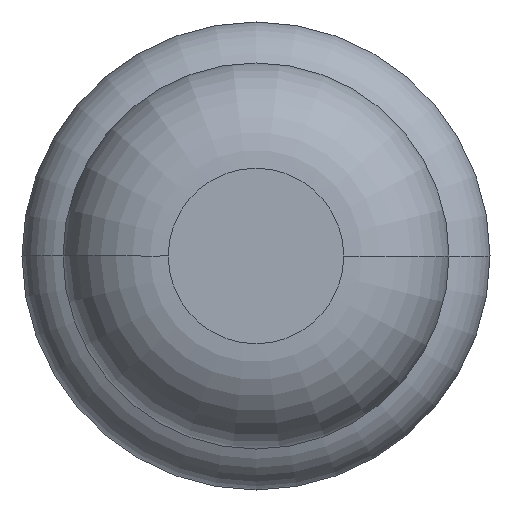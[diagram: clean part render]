
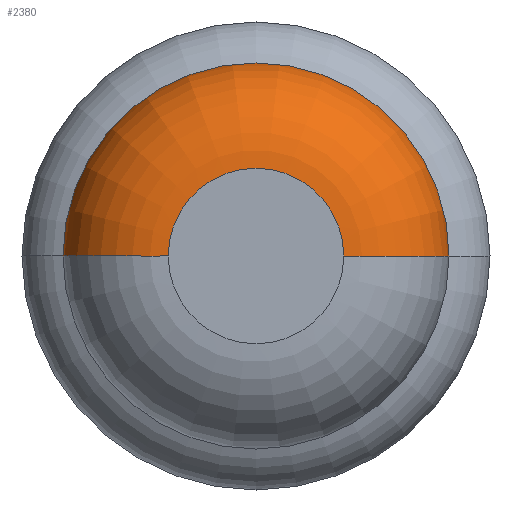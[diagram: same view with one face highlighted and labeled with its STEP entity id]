
A CAD part, front view. The second image highlights one B-rep face of the part: STEP entity #2380.
In plain terms, the highlighted toroidal (fillet/blend) face has major radius 0.375 mm and minor radius 0.45 mm.
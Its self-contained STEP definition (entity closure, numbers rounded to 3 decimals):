
#36 = EDGE_LOOP ( 'NONE', ( #1036, #3039, #571, #1891 ) ) ;
#268 = DIRECTION ( 'NONE',  ( 0., -1., 0. ) ) ;
#269 = CIRCLE ( 'NONE', #1628, 0.375 ) ;
#277 = EDGE_CURVE ( 'NONE', #1050, #385, #3592, .T. ) ;
#385 = VERTEX_POINT ( 'NONE', #1610 ) ;
#395 = DIRECTION ( 'NONE',  ( -1., 0., 0. ) ) ;
#571 = ORIENTED_EDGE ( 'NONE', *, *, #2127, .F. ) ;
#704 = EDGE_CURVE ( 'NONE', #1637, #3704, #3429, .T. ) ;
#856 = EDGE_CURVE ( 'Defeature ausgef�hrt1_8+Defeature ausgef�hrt1_9+Defeature ausgef�hrt1_9+Defeature ausgef�hrt1_9', #1637, #1050, #2019, .T. ) ;
#959 = DIRECTION ( 'NONE',  ( 0., -1., 0. ) ) ;
#1036 = ORIENTED_EDGE ( 'NONE', *, *, #856, .T. ) ;
#1050 = VERTEX_POINT ( 'NONE', #3581 ) ;
#1118 = CARTESIAN_POINT ( 'NONE',  ( 0.375, -31.55, 0. ) ) ;
#1610 = CARTESIAN_POINT ( 'NONE',  ( -0.375, -32., 0. ) ) ;
#1628 = AXIS2_PLACEMENT_3D ( 'NONE', #2361, #268, #4427 ) ;
#1637 = VERTEX_POINT ( 'NONE', #1913 ) ;
#1891 = ORIENTED_EDGE ( 'NONE', *, *, #704, .F. ) ;
#1898 = AXIS2_PLACEMENT_3D ( 'NONE', #4133, #959, #3047 ) ;
#1913 = CARTESIAN_POINT ( 'NONE',  ( 0.825, -31.55, 0. ) ) ;
#2019 = CIRCLE ( 'NONE', #1898, 0.825 ) ;
#2127 = EDGE_CURVE ( 'Defeature ausgef�hrt1_7+Defeature ausgef�hrt1_8+Defeature ausgef�hrt1_8+Defeature ausgef�hrt1_8', #3704, #385, #269, .T. ) ;
#2134 = DIRECTION ( 'NONE',  ( 0., 0., -1. ) ) ;
#2239 = CARTESIAN_POINT ( 'NONE',  ( -0.375, -31.55, 0. ) ) ;
#2361 = CARTESIAN_POINT ( 'NONE',  ( 0., -32., 0. ) ) ;
#2380 = ADVANCED_FACE ( 'Defeature ausgef�hrt1_8', ( #3938 ), #2401, .T. ) ;
#2401 = TOROIDAL_SURFACE ( 'NONE', #4122, 0.375, 0.45 ) ;
#2595 = AXIS2_PLACEMENT_3D ( 'NONE', #2239, #2944, #2913 ) ;
#2913 = DIRECTION ( 'NONE',  ( 1., 0., 0. ) ) ;
#2944 = DIRECTION ( 'NONE',  ( 0., 0., 1. ) ) ;
#3039 = ORIENTED_EDGE ( 'NONE', *, *, #277, .T. ) ;
#3047 = DIRECTION ( 'NONE',  ( 1., 0., 0. ) ) ;
#3429 = CIRCLE ( 'NONE', #3434, 0.45 ) ;
#3434 = AXIS2_PLACEMENT_3D ( 'NONE', #1118, #2134, #395 ) ;
#3570 = DIRECTION ( 'NONE',  ( 0., -1., 0. ) ) ;
#3581 = CARTESIAN_POINT ( 'NONE',  ( -0.825, -31.55, 0. ) ) ;
#3592 = CIRCLE ( 'NONE', #2595, 0.45 ) ;
#3704 = VERTEX_POINT ( 'NONE', #3883 ) ;
#3883 = CARTESIAN_POINT ( 'NONE',  ( 0.375, -32., 0. ) ) ;
#3936 = DIRECTION ( 'NONE',  ( 1., 0., 0. ) ) ;
#3938 = FACE_OUTER_BOUND ( 'NONE', #36, .T. ) ;
#4122 = AXIS2_PLACEMENT_3D ( 'NONE', #4247, #3570, #3936 ) ;
#4133 = CARTESIAN_POINT ( 'NONE',  ( 0., -31.55, 0. ) ) ;
#4247 = CARTESIAN_POINT ( 'NONE',  ( 0., -31.55, 0. ) ) ;
#4427 = DIRECTION ( 'NONE',  ( 1., 0., 0. ) ) ;
